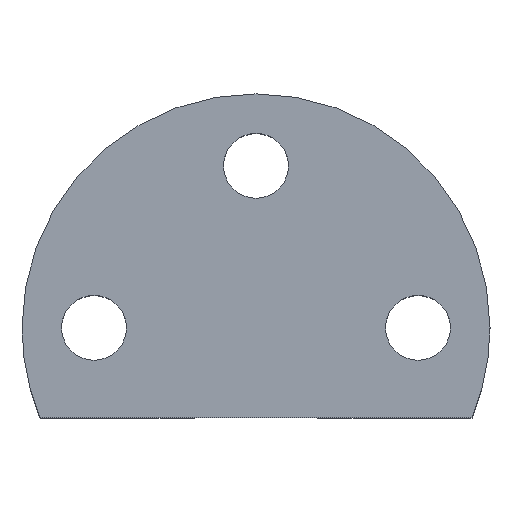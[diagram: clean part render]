
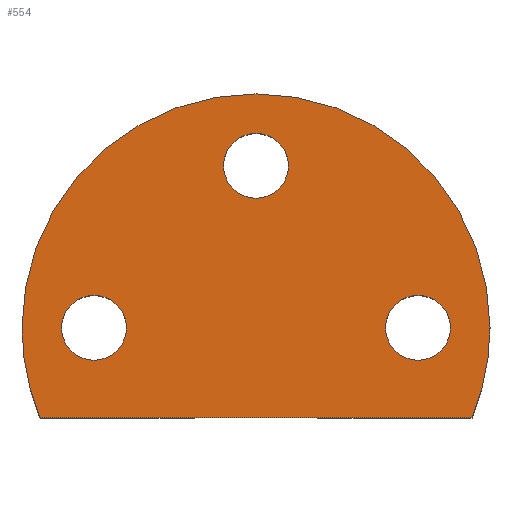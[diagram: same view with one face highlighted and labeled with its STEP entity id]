
A CAD part, top view. The second image highlights one B-rep face of the part: STEP entity #554.
In plain terms, the highlighted planar face has unit normal (0, 0, 1).
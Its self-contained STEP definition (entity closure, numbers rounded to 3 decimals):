
#376=EDGE_CURVE('',#710,#764,#1067,.T.);
#380=VERTEX_POINT('',#1071);
#382=VERTEX_POINT('',#1073);
#390=EDGE_CURVE('',#444,#380,#1081,.T.);
#402=EDGE_CURVE('',#422,#444,#1094,.T.);
#404=VERTEX_POINT('',#1096);
#422=VERTEX_POINT('',#1114);
#444=VERTEX_POINT('',#1138);
#494=EDGE_CURVE('',#706,#382,#1196,.T.);
#554=ADVANCED_FACE('',(#1263,#1264,#1265,#1266),#1267,.T.);
#644=VERTEX_POINT('',#1368);
#706=VERTEX_POINT('',#1437);
#710=VERTEX_POINT('',#1441);
#738=EDGE_CURVE('',#804,#422,#1475,.T.);
#764=VERTEX_POINT('',#1506);
#800=EDGE_CURVE('',#804,#380,#1549,.T.);
#804=VERTEX_POINT('',#1554);
#808=EDGE_CURVE('',#404,#644,#1559,.T.);
#820=EDGE_CURVE('',#764,#710,#1572,.T.);
#846=EDGE_CURVE('',#382,#706,#1601,.T.);
#1020=EDGE_CURVE('',#644,#404,#1792,.T.);
#1067=CIRCLE('',#1835,4.5);
#1071=CARTESIAN_POINT('',(30.0,-12.5,0.));
#1073=CARTESIAN_POINT('',(18.0,0.,0.));
#1081=CIRCLE('',#1858,32.5);
#1094=CIRCLE('',#1873,32.5);
#1096=CARTESIAN_POINT('',(-27.0,0.,0.));
#1114=CARTESIAN_POINT('',(-32.5,0.,0.));
#1138=CARTESIAN_POINT('',(32.5,0.,0.));
#1196=CIRCLE('',#2036,4.5);
#1263=FACE_OUTER_BOUND('',#2124,.T.);
#1264=FACE_BOUND('',#2125,.T.);
#1265=FACE_BOUND('',#2126,.T.);
#1266=FACE_BOUND('',#2127,.T.);
#1267=PLANE('',#2128);
#1368=CARTESIAN_POINT('',(-18.0,0.0,0.));
#1437=CARTESIAN_POINT('',(27.0,0.0,0.));
#1441=CARTESIAN_POINT('',(4.5,22.5,0.));
#1475=CIRCLE('',#2440,32.5);
#1506=CARTESIAN_POINT('',(-4.5,22.5,0.));
#1549=LINE('',#2587,#2588);
#1554=CARTESIAN_POINT('',(-30.0,-12.5,0.));
#1559=CIRCLE('',#2599,4.5);
#1572=CIRCLE('',#2617,4.5);
#1601=CIRCLE('',#2664,4.5);
#1792=CIRCLE('',#3006,4.5);
#1835=AXIS2_PLACEMENT_3D('',#3052,#3053,#3054);
#1858=AXIS2_PLACEMENT_3D('',#3059,#3060,#3061);
#1873=AXIS2_PLACEMENT_3D('',#3072,#3073,#3074);
#2036=AXIS2_PLACEMENT_3D('',#3186,#3187,#3188);
#2124=EDGE_LOOP('',(#3273,#3274,#3275,#3276));
#2125=EDGE_LOOP('',(#3277,#3278));
#2126=EDGE_LOOP('',(#3279,#3280));
#2127=EDGE_LOOP('',(#3281,#3282));
#2128=AXIS2_PLACEMENT_3D('',#3283,#3284,#3285);
#2440=AXIS2_PLACEMENT_3D('',#3548,#3549,#3550);
#2587=CARTESIAN_POINT('',(6.875,-12.5,0.));
#2588=VECTOR('',#3635,1.0);
#2599=AXIS2_PLACEMENT_3D('',#3656,#3657,#3658);
#2617=AXIS2_PLACEMENT_3D('',#3674,#3675,#3676);
#2664=AXIS2_PLACEMENT_3D('',#3705,#3706,#3707);
#3006=AXIS2_PLACEMENT_3D('',#3901,#3902,#3903);
#3052=CARTESIAN_POINT('',(0.,22.5,0.));
#3053=DIRECTION('',(0.0,0.0,-1.0));
#3054=DIRECTION('',(1.0,0.0,0.0));
#3059=CARTESIAN_POINT('',(0.,0.,0.));
#3060=DIRECTION('',(0.0,0.0,-1.0));
#3061=DIRECTION('',(-1.0,0.,0.0));
#3072=CARTESIAN_POINT('',(0.,0.,0.));
#3073=DIRECTION('',(0.0,0.0,-1.0));
#3074=DIRECTION('',(-1.0,0.,0.0));
#3186=CARTESIAN_POINT('',(22.5,0.,0.));
#3187=DIRECTION('',(0.0,0.0,-1.0));
#3188=DIRECTION('',(1.0,0.0,0.0));
#3273=ORIENTED_EDGE('',*,*,#800,.T.);
#3274=ORIENTED_EDGE('',*,*,#390,.F.);
#3275=ORIENTED_EDGE('',*,*,#402,.F.);
#3276=ORIENTED_EDGE('',*,*,#738,.F.);
#3277=ORIENTED_EDGE('',*,*,#494,.T.);
#3278=ORIENTED_EDGE('',*,*,#846,.T.);
#3279=ORIENTED_EDGE('',*,*,#376,.T.);
#3280=ORIENTED_EDGE('',*,*,#820,.T.);
#3281=ORIENTED_EDGE('',*,*,#1020,.T.);
#3282=ORIENTED_EDGE('',*,*,#808,.T.);
#3283=CARTESIAN_POINT('',(-16.25,0.,0.));
#3284=DIRECTION('',(0.0,0.0,1.0));
#3285=DIRECTION('',(-1.0,0.,0.0));
#3548=CARTESIAN_POINT('',(0.,0.,0.));
#3549=DIRECTION('',(0.0,0.0,-1.0));
#3550=DIRECTION('',(-1.0,0.,0.0));
#3635=DIRECTION('',(1.0,0.,0.0));
#3656=CARTESIAN_POINT('',(-22.5,0.,0.));
#3657=DIRECTION('',(0.0,0.0,-1.0));
#3658=DIRECTION('',(1.0,0.0,0.0));
#3674=CARTESIAN_POINT('',(0.,22.5,0.));
#3675=DIRECTION('',(0.0,0.0,-1.0));
#3676=DIRECTION('',(1.0,0.0,0.0));
#3705=CARTESIAN_POINT('',(22.5,0.,0.));
#3706=DIRECTION('',(0.0,0.0,-1.0));
#3707=DIRECTION('',(1.0,0.0,0.0));
#3901=CARTESIAN_POINT('',(-22.5,0.,0.));
#3902=DIRECTION('',(0.0,0.0,-1.0));
#3903=DIRECTION('',(1.0,0.0,0.0));
